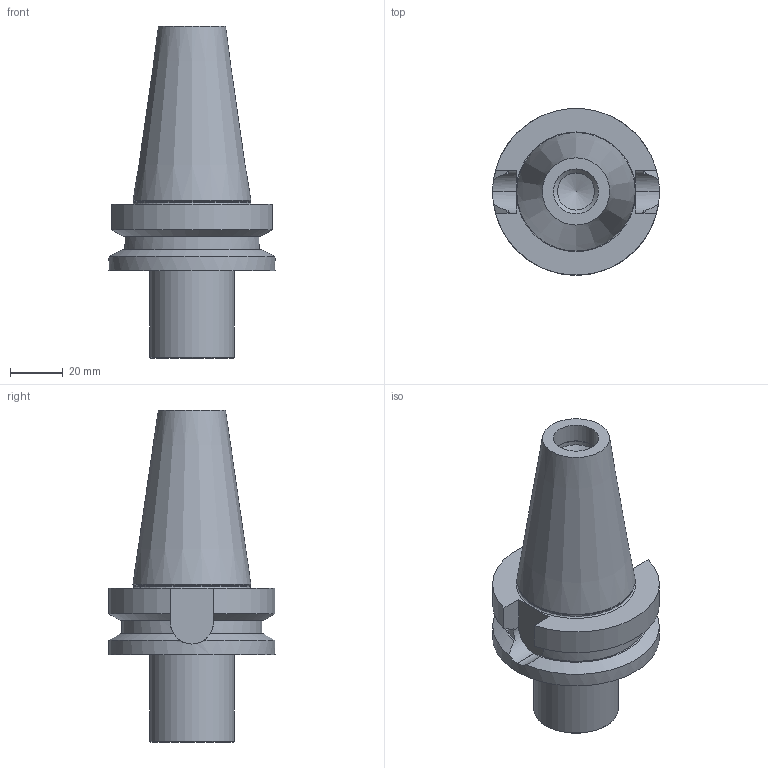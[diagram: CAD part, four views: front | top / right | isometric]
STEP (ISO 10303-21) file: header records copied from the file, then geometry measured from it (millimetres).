
FILE_DESCRIPTION(/* description */ (''),/* implementation_level */ '2;1');
FILE_NAME(/* name */ '2354_1_3d.stp',/* time_stamp */ '2017-02-08T07:50:59+01:00',/* author */ (''),/* organization */ ('SMS'),/* preprocessor_version */ 'ST-DEVELOPER v15',/* originating_system */ 'SIEMENS PLM Software NX 8.5',/* authorisation */ '');
FILE_SCHEMA (('AUTOMOTIVE_DESIGN { 1 0 10303 214 3 1 1 1 }'));
Length unit declared in the file: millimetre
Products named in the file (1): 2354_1_3D
Bounding box: 62.98 x 62.89 x 125.4 mm (x, y, z)
Volume: 153668.4 mm3; surface area: 23921 mm2
Topology: 1 solids, 1 shells, 44 faces, 110 edges, 69 vertices
Faces by surface type: plane 19, cylinder 14, cone 10, torus 1
Full cylindrical faces by diameter (mm): 14 x1, 17.014 x1, 17.413 x1, 32 x1, 44 x1, 62.977 x1
Entity records: 1287 total; most frequent: CARTESIAN_POINT 257, DIRECTION 212, ORIENTED_EDGE 188, EDGE_CURVE 94, AXIS2_PLACEMENT_3D 86, VERTEX_POINT 67, EDGE_LOOP 58, ADVANCED_FACE 44
